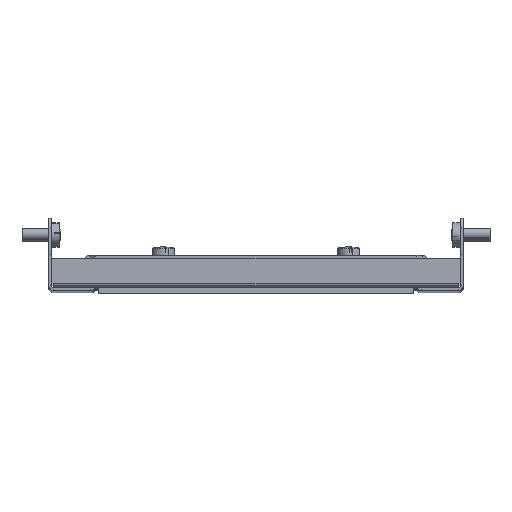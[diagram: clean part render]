
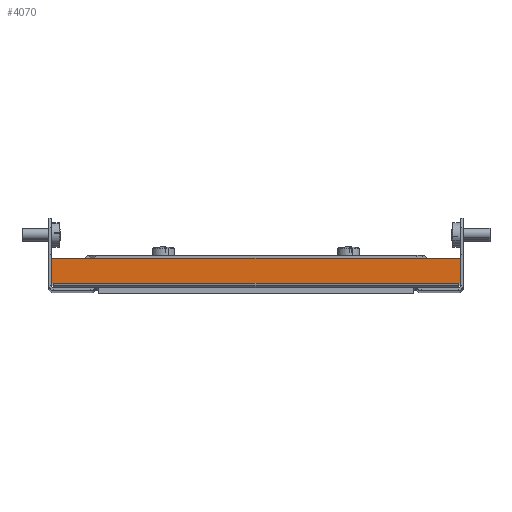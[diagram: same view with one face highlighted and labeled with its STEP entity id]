
A CAD part, top view. The second image highlights one B-rep face of the part: STEP entity #4070.
In plain terms, the highlighted face is planar.
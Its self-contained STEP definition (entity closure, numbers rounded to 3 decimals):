
#190 = VERTEX_POINT ( 'NONE', #4435 ) ;
#289 = PLANE ( 'NONE',  #4006 ) ;
#330 = DIRECTION ( 'NONE',  ( 0., 0., -1. ) ) ;
#364 = CARTESIAN_POINT ( 'NONE',  ( 0., 0., 0. ) ) ;
#588 = EDGE_CURVE ( 'NONE', #190, #4587, #4097, .T. ) ;
#708 = EDGE_CURVE ( 'NONE', #190, #3537, #5041, .T. ) ;
#772 = VECTOR ( 'NONE', #1042, 1000. ) ;
#787 = DIRECTION ( 'NONE',  ( 1., 0., 0. ) ) ;
#912 = CARTESIAN_POINT ( 'NONE',  ( 0., 0., 110. ) ) ;
#1042 = DIRECTION ( 'NONE',  ( 0., 0., -1. ) ) ;
#1161 = CARTESIAN_POINT ( 'NONE',  ( 0., 16., 110. ) ) ;
#1206 = VECTOR ( 'NONE', #3047, 1000. ) ;
#1305 = EDGE_CURVE ( 'NONE', #3537, #3726, #2303, .T. ) ;
#1316 = CARTESIAN_POINT ( 'NONE',  ( 0., 2.5, -110. ) ) ;
#1389 = CARTESIAN_POINT ( 'NONE',  ( 0., 16., -110. ) ) ;
#1396 = ORIENTED_EDGE ( 'NONE', *, *, #2125, .T. ) ;
#1446 = EDGE_LOOP ( 'NONE', ( #4999, #3269, #4879, #1396, #2251, #4063 ) ) ;
#1450 = CARTESIAN_POINT ( 'NONE',  ( 0., 2.5, -110. ) ) ;
#1559 = CARTESIAN_POINT ( 'NONE',  ( 0., 0., -110. ) ) ;
#1574 = VECTOR ( 'NONE', #2486, 1000. ) ;
#1875 = CARTESIAN_POINT ( 'NONE',  ( 0., 2.5, -109. ) ) ;
#1960 = EDGE_CURVE ( 'NONE', #4587, #4939, #4301, .T. ) ;
#2125 = EDGE_CURVE ( 'NONE', #4939, #2798, #3545, .T. ) ;
#2187 = VECTOR ( 'NONE', #3862, 1000. ) ;
#2251 = ORIENTED_EDGE ( 'NONE', *, *, #2415, .F. ) ;
#2293 = CARTESIAN_POINT ( 'NONE',  ( 0., 2.5, 109. ) ) ;
#2303 = LINE ( 'NONE', #3884, #3511 ) ;
#2324 = CARTESIAN_POINT ( 'NONE',  ( 0., 16., 0. ) ) ;
#2415 = EDGE_CURVE ( 'NONE', #3726, #2798, #4988, .T. ) ;
#2486 = DIRECTION ( 'NONE',  ( 0., 1., 0. ) ) ;
#2584 = CARTESIAN_POINT ( 'NONE',  ( 0., 2.5, -110. ) ) ;
#2798 = VERTEX_POINT ( 'NONE', #1316 ) ;
#3047 = DIRECTION ( 'NONE',  ( 0., 0., -1. ) ) ;
#3085 = VECTOR ( 'NONE', #3131, 1000. ) ;
#3131 = DIRECTION ( 'NONE',  ( 0., 0., -1. ) ) ;
#3269 = ORIENTED_EDGE ( 'NONE', *, *, #588, .T. ) ;
#3511 = VECTOR ( 'NONE', #330, 1000. ) ;
#3537 = VERTEX_POINT ( 'NONE', #2293 ) ;
#3545 = LINE ( 'NONE', #1559, #2187 ) ;
#3726 = VERTEX_POINT ( 'NONE', #1875 ) ;
#3838 = DIRECTION ( 'NONE',  ( 0., 1., 0. ) ) ;
#3862 = DIRECTION ( 'NONE',  ( 0., -1., 0. ) ) ;
#3884 = CARTESIAN_POINT ( 'NONE',  ( 0., 2.5, -110. ) ) ;
#4006 = AXIS2_PLACEMENT_3D ( 'NONE', #364, #787, #3838 ) ;
#4063 = ORIENTED_EDGE ( 'NONE', *, *, #1305, .F. ) ;
#4070 = ADVANCED_FACE ( 'NONE', ( #4258 ), #289, .F. ) ;
#4097 = LINE ( 'NONE', #912, #1574 ) ;
#4258 = FACE_OUTER_BOUND ( 'NONE', #1446, .T. ) ;
#4301 = LINE ( 'NONE', #2324, #3085 ) ;
#4435 = CARTESIAN_POINT ( 'NONE',  ( 0., 2.5, 110. ) ) ;
#4587 = VERTEX_POINT ( 'NONE', #1161 ) ;
#4879 = ORIENTED_EDGE ( 'NONE', *, *, #1960, .T. ) ;
#4939 = VERTEX_POINT ( 'NONE', #1389 ) ;
#4988 = LINE ( 'NONE', #1450, #772 ) ;
#4999 = ORIENTED_EDGE ( 'NONE', *, *, #708, .F. ) ;
#5041 = LINE ( 'NONE', #2584, #1206 ) ;
